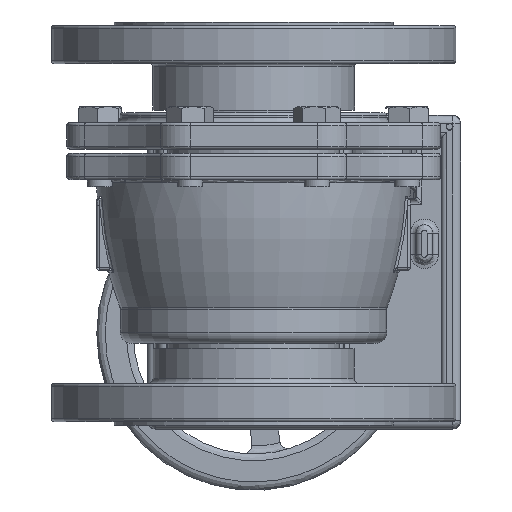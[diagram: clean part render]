
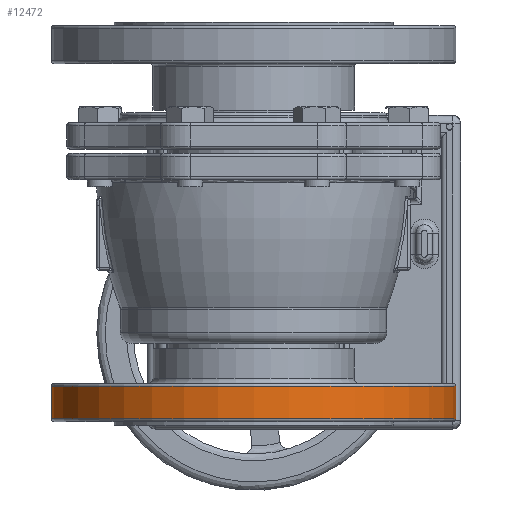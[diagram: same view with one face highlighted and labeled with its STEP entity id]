
A CAD part, front view. The second image highlights one B-rep face of the part: STEP entity #12472.
In plain terms, the highlighted cylindrical face has radius 114.706 mm (diameter 229.413 mm), a partial arc.
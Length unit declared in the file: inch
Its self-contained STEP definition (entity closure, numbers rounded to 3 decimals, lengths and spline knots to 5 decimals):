
#2858 = VERTEX_POINT ( 'NONE', #23618 ) ;
#2908 = VECTOR ( 'NONE', #8132, 39.37008 ) ;
#2967 = VERTEX_POINT ( 'NONE', #39283 ) ;
#3091 = DIRECTION ( 'NONE',  ( 0., 0., -1. ) ) ;
#8132 = DIRECTION ( 'NONE',  ( 0., 0., 1. ) ) ;
#11643 = EDGE_LOOP ( 'NONE', ( #21835, #48561, #22631, #43365 ) ) ;
#11673 = AXIS2_PLACEMENT_3D ( 'NONE', #25851, #3091, #29683 ) ;
#11900 = CARTESIAN_POINT ( 'NONE',  ( 4.516, 0., 0. ) ) ;
#12472 = ADVANCED_FACE ( 'NONE', ( #38512 ), #47418, .T. ) ;
#12640 = AXIS2_PLACEMENT_3D ( 'NONE', #29799, #45001, #48808 ) ;
#13475 = DIRECTION ( 'NONE',  ( 0., 0., 1. ) ) ;
#14845 = AXIS2_PLACEMENT_3D ( 'NONE', #18928, #45620, #22743 ) ;
#16248 = LINE ( 'NONE', #36350, #45479 ) ;
#18928 = CARTESIAN_POINT ( 'NONE',  ( 0., 0., -4.1465 ) ) ;
#21835 = ORIENTED_EDGE ( 'NONE', *, *, #45160, .F. ) ;
#22631 = ORIENTED_EDGE ( 'NONE', *, *, #25680, .T. ) ;
#22743 = DIRECTION ( 'NONE',  ( 1., 0., 0. ) ) ;
#23618 = CARTESIAN_POINT ( 'NONE',  ( 4.516, 0., -4.1465 ) ) ;
#25680 = EDGE_CURVE ( 'NONE', #2858, #27704, #43391, .T. ) ;
#25851 = CARTESIAN_POINT ( 'NONE',  ( 0., 0., -3.4245 ) ) ;
#27704 = VERTEX_POINT ( 'NONE', #42933 ) ;
#27928 = CIRCLE ( 'NONE', #14845, 4.516 ) ;
#29683 = DIRECTION ( 'NONE',  ( -1., 0., 0. ) ) ;
#29799 = CARTESIAN_POINT ( 'NONE',  ( 0., 0., 0. ) ) ;
#33716 = CARTESIAN_POINT ( 'NONE',  ( -4.516, 0., -4.1465 ) ) ;
#36350 = CARTESIAN_POINT ( 'NONE',  ( -4.516, 0., 0. ) ) ;
#36706 = EDGE_CURVE ( 'NONE', #38400, #2858, #27928, .T. ) ;
#38400 = VERTEX_POINT ( 'NONE', #33716 ) ;
#38512 = FACE_OUTER_BOUND ( 'NONE', #11643, .T. ) ;
#39283 = CARTESIAN_POINT ( 'NONE',  ( -4.516, 0., -3.4245 ) ) ;
#42248 = CIRCLE ( 'NONE', #11673, 4.516 ) ;
#42933 = CARTESIAN_POINT ( 'NONE',  ( 4.516, 0., -3.4245 ) ) ;
#43365 = ORIENTED_EDGE ( 'NONE', *, *, #49094, .T. ) ;
#43391 = LINE ( 'NONE', #11900, #2908 ) ;
#45001 = DIRECTION ( 'NONE',  ( 0., 0., 1. ) ) ;
#45160 = EDGE_CURVE ( 'NONE', #38400, #2967, #16248, .T. ) ;
#45479 = VECTOR ( 'NONE', #13475, 39.37008 ) ;
#45620 = DIRECTION ( 'NONE',  ( 0., 0., 1. ) ) ;
#47418 = CYLINDRICAL_SURFACE ( 'NONE', #12640, 4.516 ) ;
#48561 = ORIENTED_EDGE ( 'NONE', *, *, #36706, .T. ) ;
#48808 = DIRECTION ( 'NONE',  ( 1., 0., 0. ) ) ;
#49094 = EDGE_CURVE ( 'NONE', #27704, #2967, #42248, .T. ) ;
